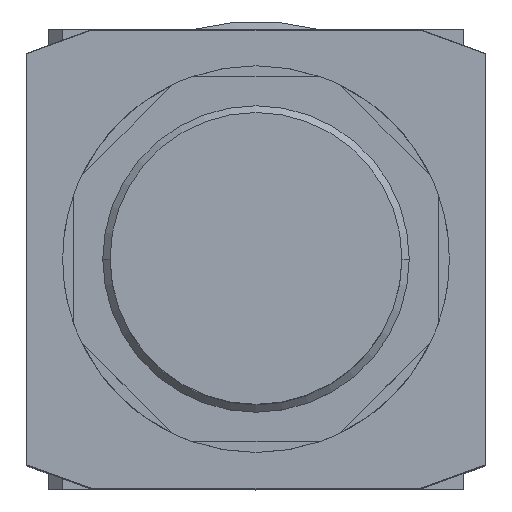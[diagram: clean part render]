
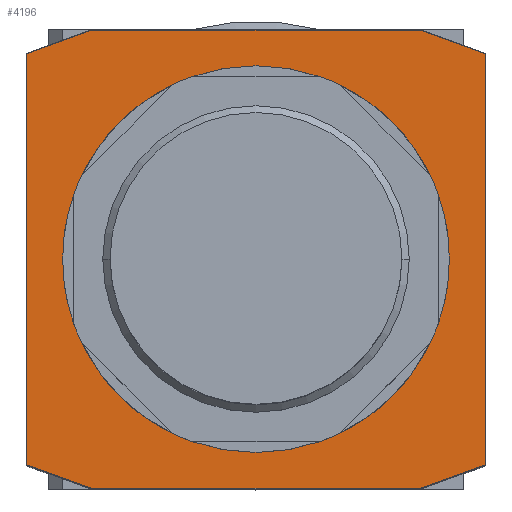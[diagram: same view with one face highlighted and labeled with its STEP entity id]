
A CAD part, top view. The second image highlights one B-rep face of the part: STEP entity #4196.
In plain terms, the highlighted planar face has unit normal (0, 0, 1).
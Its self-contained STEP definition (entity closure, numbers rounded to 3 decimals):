
#2100=CARTESIAN_POINT('',(21.0,0.0,63.5));
#2101=VERTEX_POINT('',#2100);
#2110=CARTESIAN_POINT('',(-21.0,0.,63.5));
#2111=VERTEX_POINT('',#2110);
#2112=CARTESIAN_POINT('',(0.0,0.0,63.5));
#2113=DIRECTION('',(0.0,0.0,-1.0));
#2114=DIRECTION('',(1.0,0.0,0.0));
#2115=AXIS2_PLACEMENT_3D('',#2112,#2113,#2114);
#2116=CIRCLE('',#2115,21.0);
#2117=EDGE_CURVE('',#2111,#2101,#2116,.T.);
#4115=CARTESIAN_POINT('',(0.0,0.,63.5));
#4116=DIRECTION('',(0.0,0.0,1.0));
#4117=DIRECTION('',(1.0,0.0,0.0));
#4118=AXIS2_PLACEMENT_3D('',#4115,#4116,#4117);
#4119=PLANE('',#4118);
#4120=CARTESIAN_POINT('',(-31.4,-28.154,63.5));
#4121=VERTEX_POINT('',#4120);
#4122=CARTESIAN_POINT('',(-31.4,28.154,63.5));
#4123=VERTEX_POINT('',#4122);
#4124=CARTESIAN_POINT('',(-31.4,-28.154,63.5));
#4125=DIRECTION('',(0.0,1.0,0.0));
#4126=VECTOR('',#4125,56.308);
#4127=LINE('',#4124,#4126);
#4128=EDGE_CURVE('',#4121,#4123,#4127,.T.);
#4129=ORIENTED_EDGE('',*,*,#4128,.F.);
#4130=CARTESIAN_POINT('',(-22.482,-31.4,63.5));
#4131=VERTEX_POINT('',#4130);
#4132=CARTESIAN_POINT('',(-22.482,-31.4,63.5));
#4133=DIRECTION('',(-0.94,0.342,0.0));
#4134=VECTOR('',#4133,9.49);
#4135=LINE('',#4132,#4134);
#4136=EDGE_CURVE('',#4131,#4121,#4135,.T.);
#4137=ORIENTED_EDGE('',*,*,#4136,.F.);
#4138=CARTESIAN_POINT('',(22.482,-31.4,63.5));
#4139=VERTEX_POINT('',#4138);
#4140=CARTESIAN_POINT('',(22.482,-31.4,63.5));
#4141=DIRECTION('',(-1.0,0.0,0.0));
#4142=VECTOR('',#4141,44.965);
#4143=LINE('',#4140,#4142);
#4144=EDGE_CURVE('',#4139,#4131,#4143,.T.);
#4145=ORIENTED_EDGE('',*,*,#4144,.F.);
#4146=CARTESIAN_POINT('',(31.4,-28.154,63.5));
#4147=VERTEX_POINT('',#4146);
#4148=CARTESIAN_POINT('',(31.4,-28.154,63.5));
#4149=DIRECTION('',(-0.94,-0.342,0.0));
#4150=VECTOR('',#4149,9.49);
#4151=LINE('',#4148,#4150);
#4152=EDGE_CURVE('',#4147,#4139,#4151,.T.);
#4153=ORIENTED_EDGE('',*,*,#4152,.F.);
#4154=CARTESIAN_POINT('',(31.4,28.154,63.5));
#4155=VERTEX_POINT('',#4154);
#4156=CARTESIAN_POINT('',(31.4,28.154,63.5));
#4157=DIRECTION('',(0.0,-1.0,0.0));
#4158=VECTOR('',#4157,56.308);
#4159=LINE('',#4156,#4158);
#4160=EDGE_CURVE('',#4155,#4147,#4159,.T.);
#4161=ORIENTED_EDGE('',*,*,#4160,.F.);
#4162=CARTESIAN_POINT('',(22.482,31.4,63.5));
#4163=VERTEX_POINT('',#4162);
#4164=CARTESIAN_POINT('',(22.482,31.4,63.5));
#4165=DIRECTION('',(0.94,-0.342,0.0));
#4166=VECTOR('',#4165,9.49);
#4167=LINE('',#4164,#4166);
#4168=EDGE_CURVE('',#4163,#4155,#4167,.T.);
#4169=ORIENTED_EDGE('',*,*,#4168,.F.);
#4170=CARTESIAN_POINT('',(-22.482,31.4,63.5));
#4171=VERTEX_POINT('',#4170);
#4172=CARTESIAN_POINT('',(-22.482,31.4,63.5));
#4173=DIRECTION('',(1.0,0.0,0.0));
#4174=VECTOR('',#4173,44.965);
#4175=LINE('',#4172,#4174);
#4176=EDGE_CURVE('',#4171,#4163,#4175,.T.);
#4177=ORIENTED_EDGE('',*,*,#4176,.F.);
#4178=CARTESIAN_POINT('',(-31.4,28.154,63.5));
#4179=DIRECTION('',(0.94,0.342,0.0));
#4180=VECTOR('',#4179,9.49);
#4181=LINE('',#4178,#4180);
#4182=EDGE_CURVE('',#4123,#4171,#4181,.T.);
#4183=ORIENTED_EDGE('',*,*,#4182,.F.);
#4184=EDGE_LOOP('',(#4129,#4137,#4145,#4153,#4161,#4169,#4177,#4183));
#4185=FACE_OUTER_BOUND('',#4184,.T.);
#4186=CARTESIAN_POINT('',(0.0,0.0,63.5));
#4187=DIRECTION('',(0.0,0.0,-1.0));
#4188=DIRECTION('',(1.0,0.0,0.0));
#4189=AXIS2_PLACEMENT_3D('',#4186,#4187,#4188);
#4190=CIRCLE('',#4189,21.0);
#4191=EDGE_CURVE('',#2101,#2111,#4190,.T.);
#4192=ORIENTED_EDGE('',*,*,#4191,.T.);
#4193=ORIENTED_EDGE('',*,*,#2117,.T.);
#4194=EDGE_LOOP('',(#4192,#4193));
#4195=FACE_BOUND('',#4194,.T.);
#4196=ADVANCED_FACE('',(#4185,#4195),#4119,.T.);
